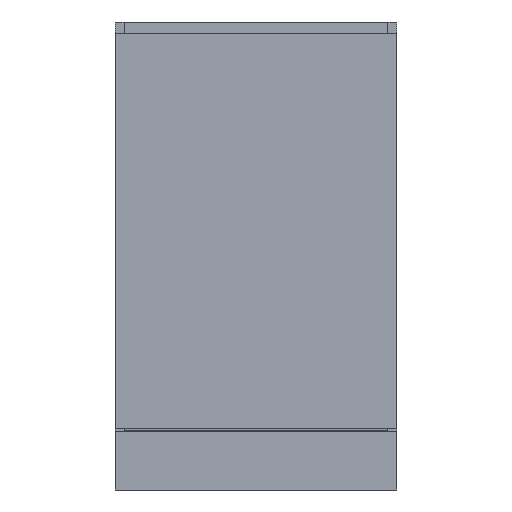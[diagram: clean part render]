
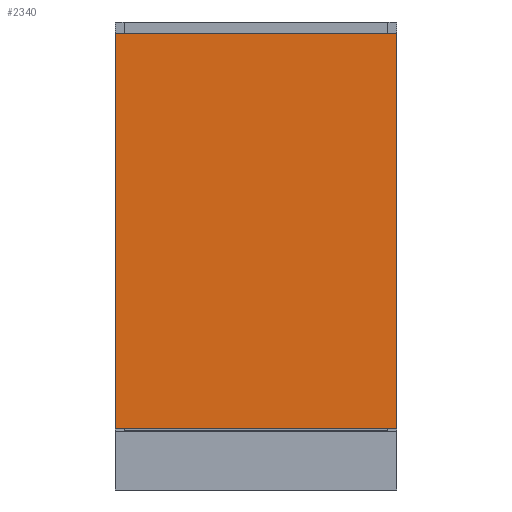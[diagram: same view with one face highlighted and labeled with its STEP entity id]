
A CAD part, front view. The second image highlights one B-rep face of the part: STEP entity #2340.
In plain terms, the highlighted planar face has unit normal (0, -1, 0).
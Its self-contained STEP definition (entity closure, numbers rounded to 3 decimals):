
#2340=ADVANCED_FACE('',(#3504),#19000,.T.);
#3504=FACE_OUTER_BOUND('',#4684,.T.);
#4684=EDGE_LOOP('',(#6262,#6263,#6264,#6265));
#6262=ORIENTED_EDGE('',*,*,#12232,.F.);
#6263=ORIENTED_EDGE('',*,*,#12238,.T.);
#6264=ORIENTED_EDGE('',*,*,#12239,.T.);
#6265=ORIENTED_EDGE('',*,*,#12235,.F.);
#12232=EDGE_CURVE('',#17046,#17047,#15290,.T.);
#12235=EDGE_CURVE('',#17047,#17048,#15293,.T.);
#12238=EDGE_CURVE('',#17046,#17050,#15296,.T.);
#12239=EDGE_CURVE('',#17050,#17048,#15297,.T.);
#15290=B_SPLINE_CURVE_WITH_KNOTS('',1,(#22281,#22282),.UNSPECIFIED.,.F.,
 .F.,(2,2),(-356.25,118.75),.UNSPECIFIED.);
#15293=B_SPLINE_CURVE_WITH_KNOTS('',1,(#22287,#22288),.UNSPECIFIED.,.F.,
 .F.,(2,2),(3.,687.),.UNSPECIFIED.);
#15296=B_SPLINE_CURVE_WITH_KNOTS('',1,(#22293,#22294),.UNSPECIFIED.,.F.,
 .F.,(2,2),(3.,687.),.UNSPECIFIED.);
#15297=B_SPLINE_CURVE_WITH_KNOTS('',1,(#22295,#22296),.UNSPECIFIED.,.F.,
 .F.,(2,2),(-356.25,118.75),.UNSPECIFIED.);
#17046=VERTEX_POINT('',#22229);
#17047=VERTEX_POINT('',#22230);
#17048=VERTEX_POINT('',#22231);
#17050=VERTEX_POINT('',#22233);
#19000=PLANE('',#19574);
#19574=AXIS2_PLACEMENT_3D('',#22219,#20516,$);
#20516=DIRECTION('',(0.,-1.,0.));
#22219=CARTESIAN_POINT('',(237.5,-235.,770.));
#22229=CARTESIAN_POINT('',(-237.5,-235.,770.));
#22230=CARTESIAN_POINT('',(237.5,-235.,770.));
#22231=CARTESIAN_POINT('',(237.5,-235.,103.));
#22233=CARTESIAN_POINT('',(-237.5,-235.,103.));
#22281=CARTESIAN_POINT('',(-237.5,-235.,770.));
#22282=CARTESIAN_POINT('',(237.5,-235.,770.));
#22287=CARTESIAN_POINT('',(237.5,-235.,770.));
#22288=CARTESIAN_POINT('',(237.5,-235.,103.));
#22293=CARTESIAN_POINT('',(-237.5,-235.,770.));
#22294=CARTESIAN_POINT('',(-237.5,-235.,103.));
#22295=CARTESIAN_POINT('',(-237.5,-235.,103.));
#22296=CARTESIAN_POINT('',(237.5,-235.,103.));
